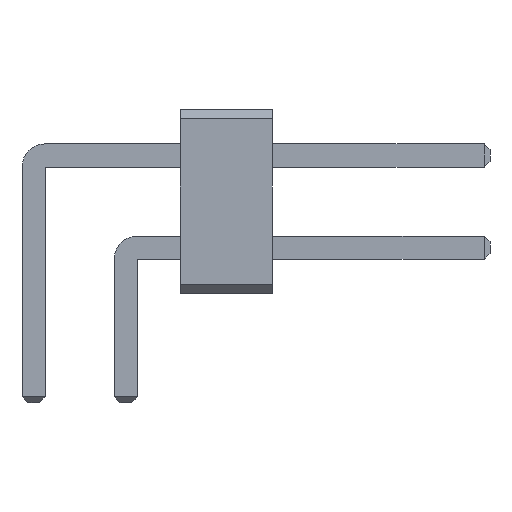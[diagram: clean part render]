
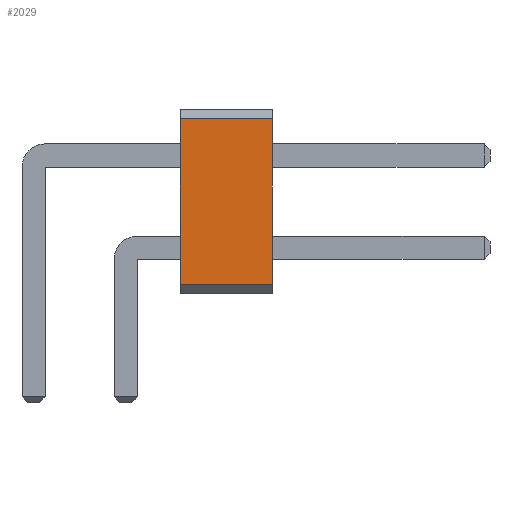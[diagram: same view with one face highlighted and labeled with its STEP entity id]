
A CAD part, front view. The second image highlights one B-rep face of the part: STEP entity #2029.
In plain terms, the highlighted planar face has unit normal (0, -1, 0).
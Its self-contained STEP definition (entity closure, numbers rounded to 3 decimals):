
#13=DIRECTION('',(0.,0.,1.));
#27=VECTOR('',#28,1.);
#28=DIRECTION('',(1.,0.,0.));
#57=DIRECTION('',(0.,-1.,0.));
#2016=VERTEX_POINT('',#2017);
#2017=CARTESIAN_POINT('',(6.58,-87.63,0.254));
#2020=EDGE_CURVE('',#2021,#2016,#2023,.T.);
#2021=VERTEX_POINT('',#2022);
#2022=CARTESIAN_POINT('',(4.04,-87.63,0.254));
#2023=LINE('',#2022,#27);
#2029=ADVANCED_FACE('',(#2030),#2047,.T.);
#2030=FACE_BOUND('',#2031,.T.);
#2031=EDGE_LOOP('',(#2032,#2033,#2039,#2044));
#2032=ORIENTED_EDGE('',*,*,#2020,.T.);
#2033=ORIENTED_EDGE('',*,*,#2034,.T.);
#2034=EDGE_CURVE('',#2016,#2035,#2037,.T.);
#2035=VERTEX_POINT('',#2036);
#2036=CARTESIAN_POINT('',(6.58,-87.63,4.826));
#2037=LINE('',#2017,#2038);
#2038=VECTOR('',#13,1.);
#2039=ORIENTED_EDGE('',*,*,#2040,.F.);
#2040=EDGE_CURVE('',#2041,#2035,#2043,.T.);
#2041=VERTEX_POINT('',#2042);
#2042=CARTESIAN_POINT('',(4.04,-87.63,4.826));
#2043=LINE('',#2042,#27);
#2044=ORIENTED_EDGE('',*,*,#2045,.F.);
#2045=EDGE_CURVE('',#2021,#2041,#2046,.T.);
#2046=LINE('',#2022,#2038);
#2047=PLANE('',#2048);
#2048=AXIS2_PLACEMENT_3D('',#2022,#57,#13);
